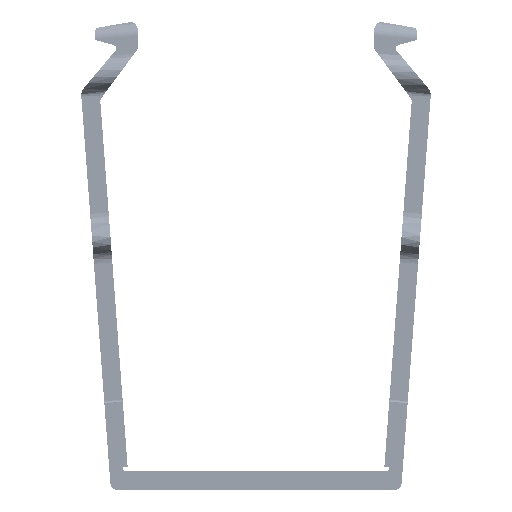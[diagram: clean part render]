
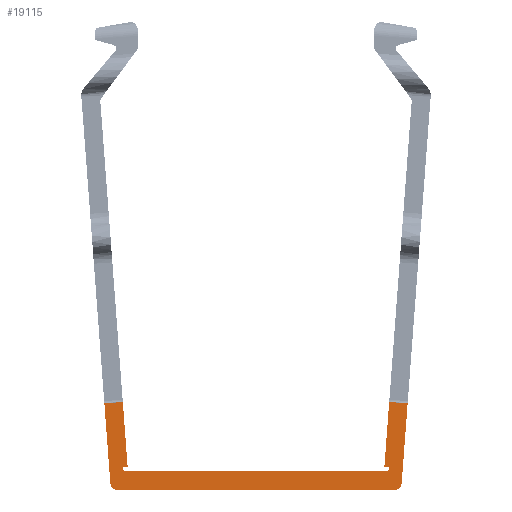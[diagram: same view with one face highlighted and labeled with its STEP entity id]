
A CAD part, left-side view. The second image highlights one B-rep face of the part: STEP entity #19115.
In plain terms, the highlighted planar face has unit normal (-1, 0, 0).
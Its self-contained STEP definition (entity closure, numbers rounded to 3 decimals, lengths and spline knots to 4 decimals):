
#4999=CIRCLE('',#231944,0.03);
#5000=CIRCLE('',#231945,0.03);
#19115=ADVANCED_FACE('',(#34985),#28061,.T.);
#28061=PLANE('',#231946);
#34985=FACE_OUTER_BOUND('',#45945,.T.);
#45945=EDGE_LOOP('',(#115151,#115152,#115153,#115154,#115155,#115156,#115157,
#115158,#115159,#115160,#115161,#115162,#115163,#115164));
#57202=LINE('',#339405,#75096);
#62659=LINE('',#379374,#80553);
#62676=LINE('',#379460,#80570);
#62677=LINE('',#379463,#80571);
#62678=LINE('',#379465,#80572);
#62679=LINE('',#379467,#80573);
#62680=LINE('',#379469,#80574);
#62681=LINE('',#379471,#80575);
#62682=LINE('',#379473,#80576);
#62683=LINE('',#379474,#80577);
#62684=LINE('',#379477,#80578);
#62685=LINE('',#379481,#80579);
#75096=VECTOR('',#257055,1.);
#80553=VECTOR('',#278840,1.);
#80570=VECTOR('',#278909,1.);
#80571=VECTOR('',#278910,1.);
#80572=VECTOR('',#278911,1.);
#80573=VECTOR('',#278912,1.);
#80574=VECTOR('',#278913,1.);
#80575=VECTOR('',#278914,1.);
#80576=VECTOR('',#278915,1.);
#80577=VECTOR('',#278916,1.);
#80578=VECTOR('',#278919,1.);
#80579=VECTOR('',#278922,1.);
#115151=ORIENTED_EDGE('',*,*,#200804,.F.);
#115152=ORIENTED_EDGE('',*,*,#200805,.F.);
#115153=ORIENTED_EDGE('',*,*,#200806,.T.);
#115154=ORIENTED_EDGE('',*,*,#200807,.F.);
#115155=ORIENTED_EDGE('',*,*,#200808,.F.);
#115156=ORIENTED_EDGE('',*,*,#200809,.T.);
#115157=ORIENTED_EDGE('',*,*,#200810,.F.);
#115158=ORIENTED_EDGE('',*,*,#200767,.T.);
#115159=ORIENTED_EDGE('',*,*,#200811,.T.);
#115160=ORIENTED_EDGE('',*,*,#187577,.F.);
#115161=ORIENTED_EDGE('',*,*,#200812,.T.);
#115162=ORIENTED_EDGE('',*,*,#200813,.T.);
#115163=ORIENTED_EDGE('',*,*,#200814,.F.);
#115164=ORIENTED_EDGE('',*,*,#200815,.T.);
#163356=VERTEX_POINT('',#339404);
#163357=VERTEX_POINT('',#339406);
#174546=VERTEX_POINT('',#379373);
#174547=VERTEX_POINT('',#379375);
#174573=VERTEX_POINT('',#379461);
#174574=VERTEX_POINT('',#379462);
#174575=VERTEX_POINT('',#379464);
#174576=VERTEX_POINT('',#379466);
#174577=VERTEX_POINT('',#379468);
#174578=VERTEX_POINT('',#379470);
#174579=VERTEX_POINT('',#379472);
#174580=VERTEX_POINT('',#379476);
#174581=VERTEX_POINT('',#379478);
#174582=VERTEX_POINT('',#379480);
#187577=EDGE_CURVE('',#163356,#163357,#57202,.T.);
#200767=EDGE_CURVE('',#174547,#174546,#62659,.T.);
#200804=EDGE_CURVE('',#174573,#174574,#62676,.T.);
#200805=EDGE_CURVE('',#174575,#174573,#62677,.T.);
#200806=EDGE_CURVE('',#174575,#174576,#62678,.T.);
#200807=EDGE_CURVE('',#174577,#174576,#62679,.T.);
#200808=EDGE_CURVE('',#174578,#174577,#62680,.T.);
#200809=EDGE_CURVE('',#174578,#174579,#62681,.T.);
#200810=EDGE_CURVE('',#174547,#174579,#62682,.T.);
#200811=EDGE_CURVE('',#174546,#163357,#62683,.T.);
#200812=EDGE_CURVE('',#163356,#174580,#4999,.T.);
#200813=EDGE_CURVE('',#174580,#174581,#62684,.T.);
#200814=EDGE_CURVE('',#174582,#174581,#5000,.T.);
#200815=EDGE_CURVE('',#174582,#174574,#62685,.T.);
#231944=AXIS2_PLACEMENT_3D('',#379475,#278917,#278918);
#231945=AXIS2_PLACEMENT_3D('',#379479,#278920,#278921);
#231946=AXIS2_PLACEMENT_3D('',#379482,#278923,#278924);
#257055=DIRECTION('',(0.,0.075,0.997));
#278840=DIRECTION('',(0.,0.075,0.997));
#278909=DIRECTION('',(0.,-0.997,-0.075));
#278910=DIRECTION('',(0.,-0.075,0.997));
#278911=DIRECTION('',(0.,-1.,0.));
#278912=DIRECTION('',(0.,-0.078,0.997));
#278913=DIRECTION('',(0.,-1.,0.));
#278914=DIRECTION('',(0.,0.078,0.997));
#278915=DIRECTION('',(0.,1.,0.));
#278916=DIRECTION('',(0.,0.997,-0.075));
#278917=DIRECTION('',(-1.,0.,0.));
#278918=DIRECTION('',(0.,-1.,0.));
#278919=DIRECTION('',(0.,-1.,0.));
#278920=DIRECTION('',(1.,0.,0.));
#278921=DIRECTION('',(0.,1.,0.));
#278922=DIRECTION('',(0.,-0.075,0.997));
#278923=DIRECTION('',(-1.,0.,0.));
#278924=DIRECTION('',(0.,0.,1.));
#339404=CARTESIAN_POINT('',(0.,0.6289,0.0277));
#339405=CARTESIAN_POINT('',(0.,0.6289,0.0277));
#339406=CARTESIAN_POINT('',(0.,0.6549,0.374));
#379373=CARTESIAN_POINT('',(0.,0.5752,0.3799));
#379374=CARTESIAN_POINT('',(0.,0.5542,0.099));
#379375=CARTESIAN_POINT('',(0.,0.5542,0.099));
#379460=CARTESIAN_POINT('',(0.,0.7319,0.4779));
#379461=CARTESIAN_POINT('',(0.,-0.5752,0.3799));
#379462=CARTESIAN_POINT('',(0.,-0.6549,0.374));
#379463=CARTESIAN_POINT('',(0.,-0.5542,0.099));
#379464=CARTESIAN_POINT('',(0.,-0.5542,0.099));
#379465=CARTESIAN_POINT('',(0.,-0.5542,0.099));
#379466=CARTESIAN_POINT('',(0.,-0.5733,0.099));
#379467=CARTESIAN_POINT('',(0.,-0.5718,0.08));
#379468=CARTESIAN_POINT('',(0.,-0.5718,0.08));
#379469=CARTESIAN_POINT('',(0.,0.5718,0.08));
#379470=CARTESIAN_POINT('',(0.,0.5718,0.08));
#379471=CARTESIAN_POINT('',(0.,0.5718,0.08));
#379472=CARTESIAN_POINT('',(0.,0.5733,0.099));
#379473=CARTESIAN_POINT('',(0.,0.5542,0.099));
#379474=CARTESIAN_POINT('',(0.,0.545,0.3822));
#379475=CARTESIAN_POINT('',(0.,0.599,0.03));
#379476=CARTESIAN_POINT('',(0.,0.599,0.));
#379477=CARTESIAN_POINT('',(0.,0.599,0.));
#379478=CARTESIAN_POINT('',(0.,-0.599,0.));
#379479=CARTESIAN_POINT('',(0.,-0.599,0.03));
#379480=CARTESIAN_POINT('',(0.,-0.6289,0.0277));
#379481=CARTESIAN_POINT('',(0.,-0.6289,0.0277));
#379482=CARTESIAN_POINT('',(0.,0.6421,1.6769));
